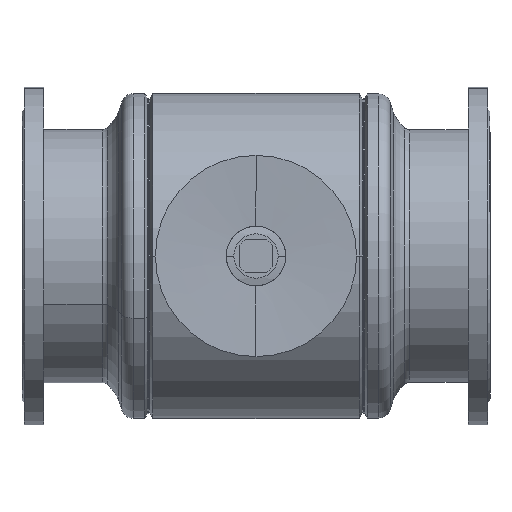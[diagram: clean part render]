
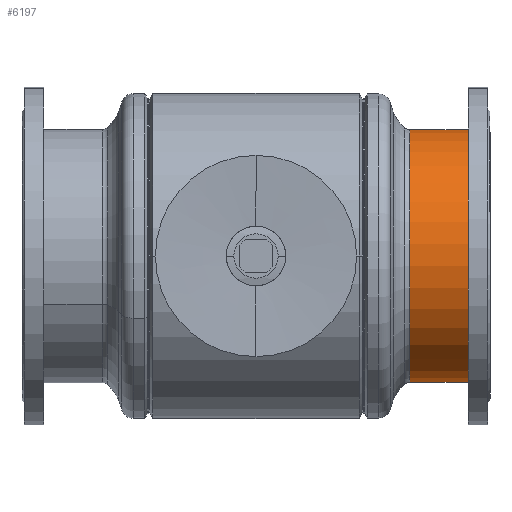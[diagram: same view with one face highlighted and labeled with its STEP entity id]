
A CAD part, front view. The second image highlights one B-rep face of the part: STEP entity #6197.
In plain terms, the highlighted cylindrical face has radius 315 mm (diameter 630 mm), a partial arc.
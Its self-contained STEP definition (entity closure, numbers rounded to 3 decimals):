
#205 = DIRECTION ( 'NONE',  ( 0., -1., 0. ) ) ;
#341 = EDGE_CURVE ( 'NONE', #8949, #5288, #2749, .T. ) ;
#550 = CARTESIAN_POINT ( 'NONE',  ( 0., -9.921, -315. ) ) ;
#678 = DIRECTION ( 'NONE',  ( 0., -1., 0. ) ) ;
#759 = AXIS2_PLACEMENT_3D ( 'NONE', #5007, #6348, #7160 ) ;
#1130 = CARTESIAN_POINT ( 'NONE',  ( 0., -205.459, -315. ) ) ;
#1281 = DIRECTION ( 'NONE',  ( 0., -1., 0. ) ) ;
#1361 = AXIS2_PLACEMENT_3D ( 'NONE', #8429, #205, #5817 ) ;
#1420 = EDGE_CURVE ( 'NONE', #5288, #2027, #5571, .T. ) ;
#1435 = AXIS2_PLACEMENT_3D ( 'NONE', #6955, #678, #3452 ) ;
#1734 = CARTESIAN_POINT ( 'NONE',  ( 0., -9.921, 315. ) ) ;
#1857 = ORIENTED_EDGE ( 'NONE', *, *, #4325, .T. ) ;
#2027 = VERTEX_POINT ( 'NONE', #1130 ) ;
#2660 = VECTOR ( 'NONE', #8919, 1000. ) ;
#2749 = LINE ( 'NONE', #6148, #2660 ) ;
#3101 = ORIENTED_EDGE ( 'NONE', *, *, #1420, .F. ) ;
#3120 = ORIENTED_EDGE ( 'NONE', *, *, #341, .F. ) ;
#3452 = DIRECTION ( 'NONE',  ( 0., 0., -1. ) ) ;
#4130 = CYLINDRICAL_SURFACE ( 'NONE', #1435, 315. ) ;
#4144 = EDGE_CURVE ( 'NONE', #8949, #7064, #8237, .T. ) ;
#4325 = EDGE_CURVE ( 'NONE', #7064, #2027, #7594, .T. ) ;
#5007 = CARTESIAN_POINT ( 'NONE',  ( 0., -205.459, 0. ) ) ;
#5288 = VERTEX_POINT ( 'NONE', #7325 ) ;
#5571 = CIRCLE ( 'NONE', #759, 315. ) ;
#5817 = DIRECTION ( 'NONE',  ( 0., 0., -1. ) ) ;
#6148 = CARTESIAN_POINT ( 'NONE',  ( 0., 0., 315. ) ) ;
#6195 = VECTOR ( 'NONE', #1281, 1000. ) ;
#6197 = ADVANCED_FACE ( 'NONE', ( #8344 ), #4130, .T. ) ;
#6255 = EDGE_LOOP ( 'NONE', ( #3120, #7493, #1857, #3101 ) ) ;
#6348 = DIRECTION ( 'NONE',  ( 0., -1., 0. ) ) ;
#6955 = CARTESIAN_POINT ( 'NONE',  ( 0., 0., 0. ) ) ;
#7064 = VERTEX_POINT ( 'NONE', #550 ) ;
#7160 = DIRECTION ( 'NONE',  ( 0., 0., -1. ) ) ;
#7325 = CARTESIAN_POINT ( 'NONE',  ( 0., -205.459, 315. ) ) ;
#7493 = ORIENTED_EDGE ( 'NONE', *, *, #4144, .T. ) ;
#7594 = LINE ( 'NONE', #7642, #6195 ) ;
#7642 = CARTESIAN_POINT ( 'NONE',  ( 0., 0., -315. ) ) ;
#8237 = CIRCLE ( 'NONE', #1361, 315. ) ;
#8344 = FACE_OUTER_BOUND ( 'NONE', #6255, .T. ) ;
#8429 = CARTESIAN_POINT ( 'NONE',  ( 0., -9.921, 0. ) ) ;
#8919 = DIRECTION ( 'NONE',  ( 0., -1., 0. ) ) ;
#8949 = VERTEX_POINT ( 'NONE', #1734 ) ;
